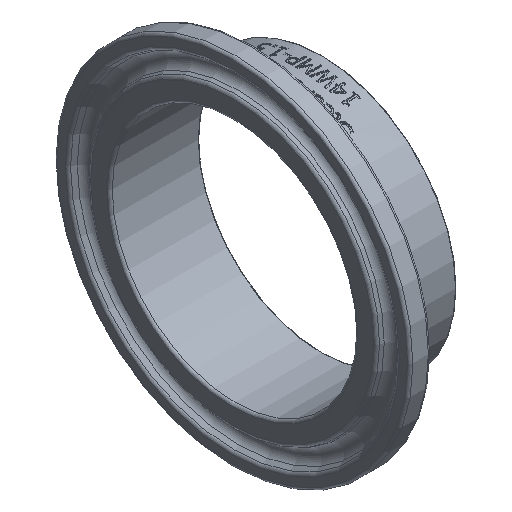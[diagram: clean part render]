
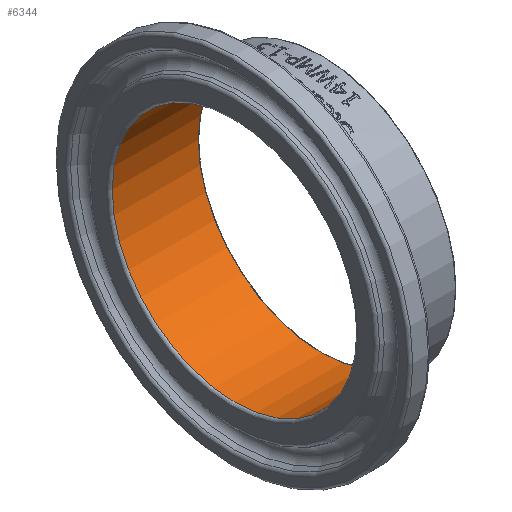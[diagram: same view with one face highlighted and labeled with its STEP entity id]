
A CAD part, isometric view. The second image highlights one B-rep face of the part: STEP entity #6344.
In plain terms, the highlighted cylindrical face has radius 17.399 mm (diameter 34.798 mm), a full revolution.
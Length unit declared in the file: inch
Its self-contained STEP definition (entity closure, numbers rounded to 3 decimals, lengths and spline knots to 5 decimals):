
#103=FACE_BOUND('',#1157,.T.);
#765=FACE_OUTER_BOUND('',#1156,.T.);
#1156=EDGE_LOOP('',(#5909));
#1157=EDGE_LOOP('',(#5910));
#1344=CIRCLE('',#6757,0.685);
#1346=CIRCLE('',#6761,0.685);
#3130=VERTEX_POINT('',#13637);
#3132=VERTEX_POINT('',#13643);
#4063=EDGE_CURVE('',#3130,#3130,#1344,.T.);
#4065=EDGE_CURVE('',#3132,#3132,#1346,.T.);
#5909=ORIENTED_EDGE('',*,*,#4065,.F.);
#5910=ORIENTED_EDGE('',*,*,#4063,.F.);
#5977=CYLINDRICAL_SURFACE('',#6760,0.685);
#6344=ADVANCED_FACE('',(#765,#103),#5977,.F.);
#6757=AXIS2_PLACEMENT_3D('',#13638,#8016,#8017);
#6760=AXIS2_PLACEMENT_3D('',#13642,#8022,#8023);
#6761=AXIS2_PLACEMENT_3D('',#13644,#8024,#8025);
#8016=DIRECTION('center_axis',(-1.,0.,0.));
#8017=DIRECTION('ref_axis',(0.,-1.,0.));
#8022=DIRECTION('center_axis',(1.,0.,0.));
#8023=DIRECTION('ref_axis',(0.,1.,0.));
#8024=DIRECTION('center_axis',(1.,0.,0.));
#8025=DIRECTION('ref_axis',(0.,-1.,0.));
#13637=CARTESIAN_POINT('',(0.495,0.685,0.));
#13638=CARTESIAN_POINT('Origin',(0.495,0.,0.));
#13642=CARTESIAN_POINT('Origin',(0.2655,0.,0.));
#13643=CARTESIAN_POINT('',(0.015,0.685,0.));
#13644=CARTESIAN_POINT('Origin',(0.015,0.,0.));
